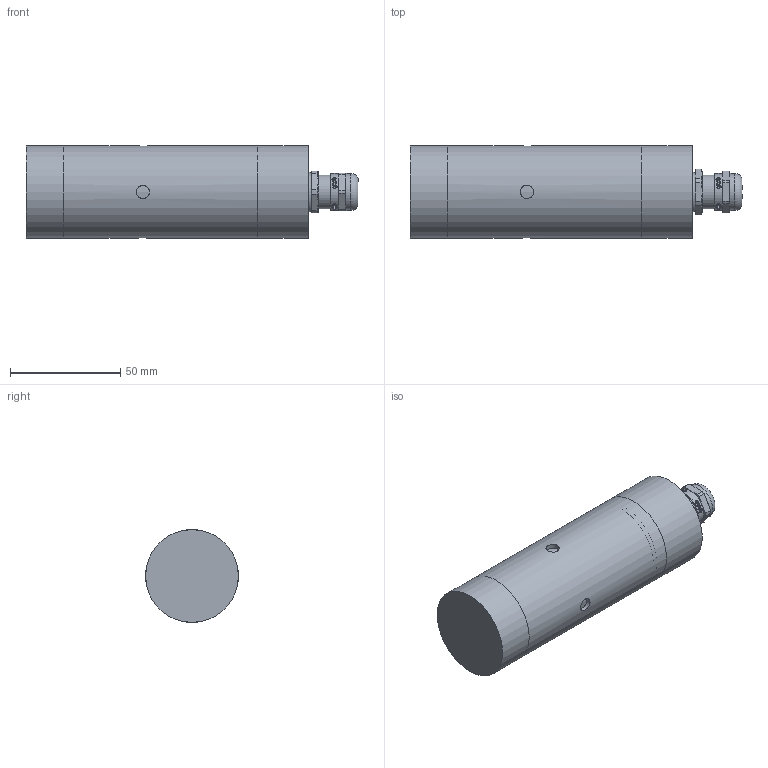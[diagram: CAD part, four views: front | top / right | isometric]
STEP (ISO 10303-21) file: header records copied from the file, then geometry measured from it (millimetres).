
FILE_DESCRIPTION(/* description */ (''),/* implementation_level */ '2;1');
FILE_NAME(/* name */ 'Schreib-Lese-Kopf v28 v1.step',/* time_stamp */ '2020-03-11T12:15:08+01:00',/* author */ (''),/* organization */ (''),/* preprocessor_version */ 'ST-DEVELOPER v18',/* originating_system */ 'Autodesk Translation Framework v8.12.0.6',/* authorisation */ '');
FILE_SCHEMA (('AUTOMOTIVE_DESIGN { 1 0 10303 214 3 1 1 }'));
Length unit declared in the file: millimetre
Products named in the file (13): Schreib-Lese-Kopf v28; Ex_m Teil; SLK_Kappe; SLK_Rohr; SLK_Inlay; SLK_Puzzle; Platine (Muster); WAGO_236_Ex-e_Klemme; Turck_M30_Kopf; Turck_M30_Kopf_Anschluss; LED_Inlay; Ex_e Teil; SLK_Deckel_oben
Assembly tree (12 placements, depth 3):
  Schreib-Lese-Kopf v28
    Ex_m Teil
      SLK_Kappe
      SLK_Rohr
      SLK_Inlay
      SLK_Puzzle
      Platine (Muster)
      WAGO_236_Ex-e_Klemme
      Turck_M30_Kopf
      Turck_M30_Kopf_Anschluss
      LED_Inlay
    Ex_e Teil
      SLK_Deckel_oben
Bounding box: 150.5 x 42 x 42 mm (x, y, z)
Volume: 106970.9 mm3; surface area: 62887.2 mm2
Topology: 10 solids, 10 shells, 744 faces, 1952 edges, 1294 vertices
Faces by surface type: plane 555, cylinder 149, cone 29, torus 11
Full cylindrical faces by diameter (mm): 1.2 x2, 1.6 x2, 2 x2, 2.2 x1, 3 x2, 3.2 x2, 4 x1, 5 x2, 6 x6, 8 x1, 8.2 x2, 9.8 x1, 10.6 x1, 11.5 x1, 11.908 x1, 12 x2, 13.8 x2, 13.86 x1, 14.4 x1, 14.526 x2, 14.53 x1, 15.2 x1, 16.8 x2, 27.5 x1, 29.85 x1, 32 x1, 34.6 x1, 35 x1, 37 x1, 37.6 x1
Entity records: 24602 total; most frequent: CARTESIAN_POINT 5219, DIRECTION 3974, ORIENTED_EDGE 3904, EDGE_CURVE 1952, AXIS2_PLACEMENT_3D 1360, VERTEX_POINT 1294, LINE 1254, VECTOR 1254
